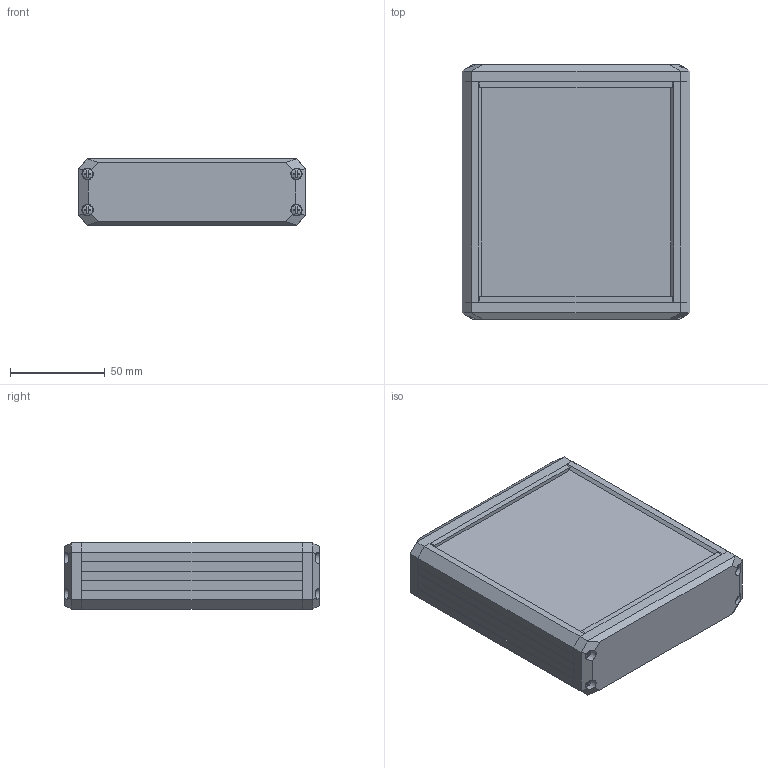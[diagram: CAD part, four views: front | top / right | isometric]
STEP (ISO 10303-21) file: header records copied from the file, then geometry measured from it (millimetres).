
FILE_DESCRIPTION(/* description */ (''),/* implementation_level */ '2;1');
FILE_NAME(/* name */ '1501101300 - DB 3130.stp',/* time_stamp */ '2019-09-11T14:56:48+02:00',/* author */ ('alexander.rose'),/* organization */ (''),/* preprocessor_version */ 'ST-DEVELOPER v17',/* originating_system */ 'Autodesk Inventor 2019',/* authorisation */ '');
FILE_SCHEMA (('AUTOMOTIVE_DESIGN { 1 0 10303 214 3 1 1 }'));
Length unit declared in the file: millimetre
Products named in the file (7): 1501101300 - DB 3130; Profil DB 3 120x35 _ konfigurierbar; Frontplatte DB 3 _ konfigurierbar; 1520100402-Kappe DB 3; WUERTH 013729 13 self-tapping screw  DIN 7983 ST2.9x13-C-H VORDEF A2S
 ST; 1520100402-Kappe DB 4_MIR; 1990000000 - C2,9 x 13 (DIN 7983)_MIR4
Assembly tree (12 placements, depth 2):
  1501101300 - DB 3130
    Profil DB 3 120x35 _ konfigurierbar
    Frontplatte DB 3 _ konfigurierbar
    1520100402-Kappe DB 3
    WUERTH 013729 13 self-tapping screw  DIN 7983 ST2.9x13-C-H VORDEF A2S
 ST  x4
    1520100402-Kappe DB 4_MIR
    1990000000 - C2,9 x 13 (DIN 7983)_MIR4  x4
Bounding box: 120 x 134 x 35 mm (x, y, z)
Volume: 151372.9 mm3; surface area: 119145.4 mm2
Topology: 12 solids, 12 shells, 622 faces, 1814 edges, 1216 vertices
Faces by surface type: plane 464, cone 104, cylinder 38, torus 8, bspline 8
Full cylindrical faces by diameter (mm): 2.9 x8, 5.5 x8
Entity records: 15680 total; most frequent: CARTESIAN_POINT 2971, ORIENTED_EDGE 2652, DIRECTION 2492, EDGE_CURVE 1326, LINE 978, VECTOR 978, VERTEX_POINT 886, AXIS2_PLACEMENT_3D 757
